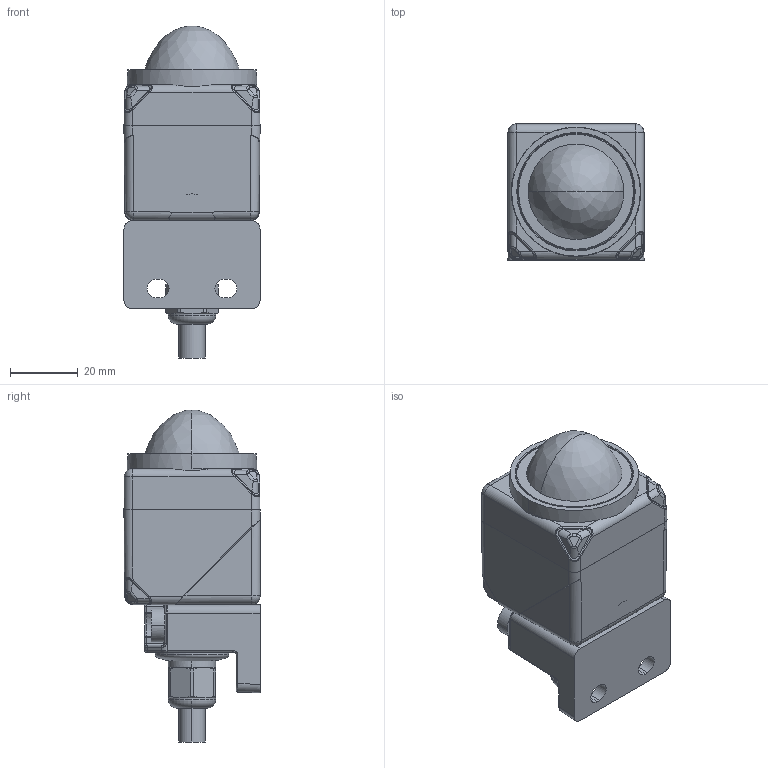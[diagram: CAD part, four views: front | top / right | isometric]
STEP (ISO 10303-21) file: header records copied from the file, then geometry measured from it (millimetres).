
FILE_DESCRIPTION((''),'2;1');
FILE_NAME('CAD-8808_SW0001','2023-10-17T08:57:48',('creinig-se'),(''),'CREO PARAMETRIC BY PTC INC, 2022284','CREO PARAMETRIC BY PTC INC, 2022284','');
FILE_SCHEMA(('CONFIG_CONTROL_DESIGN','SHAPE_APPEARANCE_LAYERS_GROUPS'));
Length unit declared in the file: millimetre
Products named in the file (1): CAD-8808_SW0001
Bounding box: 40.15 x 40.15 x 97.91 mm (x, y, z)
Volume: 96092.7 mm3; surface area: 18175.5 mm2
Topology: 1 solids, 2 shells, 551 faces, 1460 edges, 894 vertices
Faces by surface type: cylinder 217, plane 176, torus 48, bspline 46, cone 46, sphere 16, revolution 2
Entity records: 25805 total; most frequent: CARTESIAN_POINT 8875, ORIENTED_EDGE 2888, DIRECTION 2518, EDGE_CURVE 1444, AXIS2_PLACEMENT_3D 955, VERTEX_POINT 894, VECTOR 606, LINE 606
